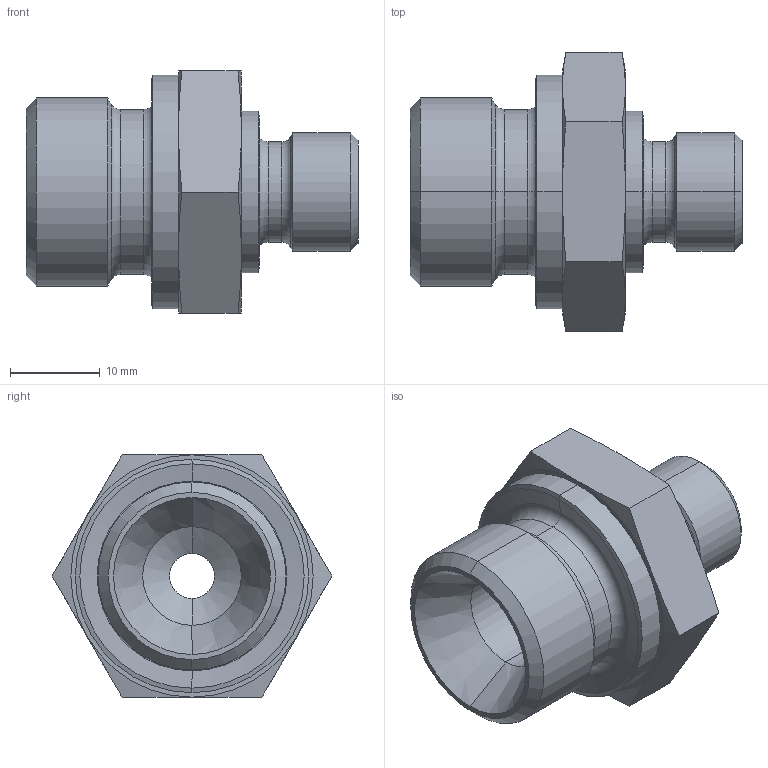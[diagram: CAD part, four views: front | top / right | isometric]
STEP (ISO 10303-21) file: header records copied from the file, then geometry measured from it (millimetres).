
FILE_DESCRIPTION(('STEP AP214'),'1');
FILE_NAME('114702.stp','2021-01-21T08:06:24',('TraceParts'),('TraceParts S.A.'),'Spatial InterOp 3D',' ',' ');
FILE_SCHEMA(('AUTOMOTIVE_DESIGN { 1 0 10303 214 1 1 1 1 }'));
Length unit declared in the file: millimetre
Products named in the file (1): 114702
Bounding box: 37 x 31.18 x 27 mm (x, y, z)
Volume: 9900.6 mm3; surface area: 4373 mm2
Topology: 1 solids, 1 shells, 60 faces, 128 edges, 72 vertices
Faces by surface type: cone 26, cylinder 16, plane 10, torus 8
Entity records: 1687 total; most frequent: CARTESIAN_POINT 365, DIRECTION 298, ORIENTED_EDGE 256, EDGE_CURVE 128, AXIS2_PLACEMENT_3D 125, VERTEX_POINT 72, EDGE_LOOP 64, CIRCLE 64
